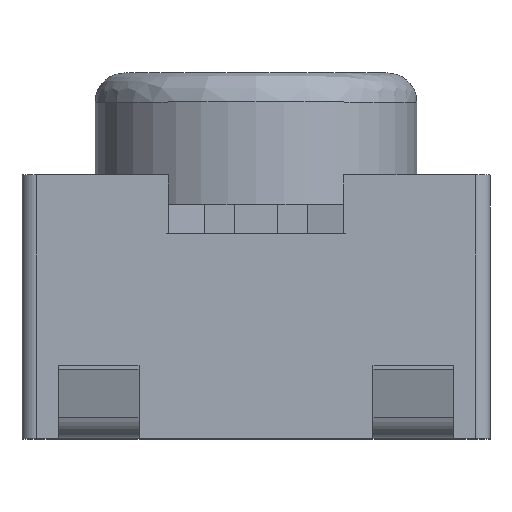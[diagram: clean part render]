
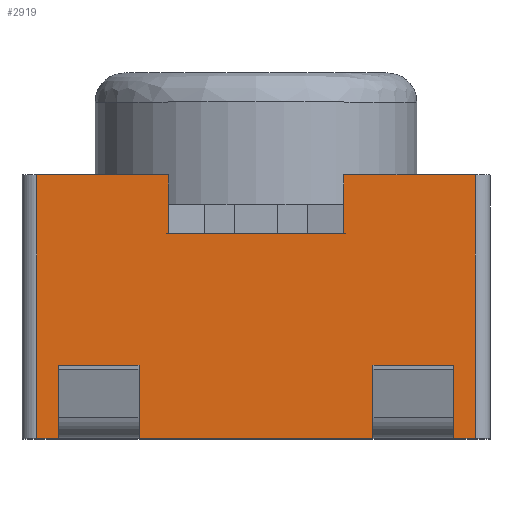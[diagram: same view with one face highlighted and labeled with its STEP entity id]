
A CAD part, top view. The second image highlights one B-rep face of the part: STEP entity #2919.
In plain terms, the highlighted planar face has unit normal (0, 0, 1).
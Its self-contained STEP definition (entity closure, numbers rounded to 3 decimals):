
#13 = VERTEX_POINT ( 'NONE', #1480 ) ;
#78 = LINE ( 'NONE', #3730, #3106 ) ;
#96 = VERTEX_POINT ( 'NONE', #890 ) ;
#131 = EDGE_CURVE ( 'NONE', #13, #2706, #3848, .T. ) ;
#191 = CARTESIAN_POINT ( 'NONE',  ( -1.5, 0., 2.1 ) ) ;
#211 = VERTEX_POINT ( 'NONE', #869 ) ;
#245 = CARTESIAN_POINT ( 'NONE',  ( -0.8, 0.2, 2.1 ) ) ;
#258 = ORIENTED_EDGE ( 'NONE', *, *, #2995, .F. ) ;
#266 = LINE ( 'NONE', #3576, #967 ) ;
#285 = CARTESIAN_POINT ( 'NONE',  ( -1.35, 0.1, 2.1 ) ) ;
#305 = LINE ( 'NONE', #1617, #944 ) ;
#310 = CARTESIAN_POINT ( 'NONE',  ( -1.6, 0.2, 2.1 ) ) ;
#314 = CARTESIAN_POINT ( 'NONE',  ( -0.8, 0.1, 2.1 ) ) ;
#327 = VERTEX_POINT ( 'NONE', #2286 ) ;
#357 = VECTOR ( 'NONE', #2268, 1000. ) ;
#365 = CARTESIAN_POINT ( 'NONE',  ( -0.6, 1.4, 2.1 ) ) ;
#376 = LINE ( 'NONE', #4238, #1079 ) ;
#378 = LINE ( 'NONE', #3949, #3332 ) ;
#421 = CARTESIAN_POINT ( 'NONE',  ( 0.6, 1.8, 2.1 ) ) ;
#470 = ORIENTED_EDGE ( 'NONE', *, *, #1221, .F. ) ;
#471 = EDGE_LOOP ( 'NONE', ( #571, #4023, #3052, #470, #4195, #2464, #1111, #4021, #2918, #4081, #1121, #2923, #4095, #1103, #258, #1825 ) ) ;
#488 = VECTOR ( 'NONE', #3572, 1000. ) ;
#501 = EDGE_CURVE ( 'NONE', #1003, #96, #78, .T. ) ;
#571 = ORIENTED_EDGE ( 'NONE', *, *, #1077, .F. ) ;
#627 = LINE ( 'NONE', #310, #1889 ) ;
#662 = AXIS2_PLACEMENT_3D ( 'NONE', #1175, #2773, #3172 ) ;
#716 = CARTESIAN_POINT ( 'NONE',  ( -1.35, 0.2, 2.1 ) ) ;
#719 = VERTEX_POINT ( 'NONE', #365 ) ;
#779 = VERTEX_POINT ( 'NONE', #2646 ) ;
#820 = EDGE_CURVE ( 'NONE', #2468, #779, #2028, .T. ) ;
#869 = CARTESIAN_POINT ( 'NONE',  ( -1.35, 0., 2.1 ) ) ;
#890 = CARTESIAN_POINT ( 'NONE',  ( 0.8, 0., 2.1 ) ) ;
#944 = VECTOR ( 'NONE', #2939, 1000. ) ;
#967 = VECTOR ( 'NONE', #1907, 1000. ) ;
#973 = DIRECTION ( 'NONE',  ( -1., 0., 0. ) ) ;
#1003 = VERTEX_POINT ( 'NONE', #2206 ) ;
#1062 = LINE ( 'NONE', #3407, #3702 ) ;
#1077 = EDGE_CURVE ( 'NONE', #13, #3200, #266, .T. ) ;
#1079 = VECTOR ( 'NONE', #2347, 1000. ) ;
#1103 = ORIENTED_EDGE ( 'NONE', *, *, #3680, .F. ) ;
#1111 = ORIENTED_EDGE ( 'NONE', *, *, #1247, .F. ) ;
#1121 = ORIENTED_EDGE ( 'NONE', *, *, #820, .T. ) ;
#1133 = DIRECTION ( 'NONE',  ( 0., -1., 0. ) ) ;
#1175 = CARTESIAN_POINT ( 'NONE',  ( -1.6, 1.4, 2.1 ) ) ;
#1201 = EDGE_CURVE ( 'NONE', #3200, #327, #4234, .T. ) ;
#1214 = VERTEX_POINT ( 'NONE', #2981 ) ;
#1220 = EDGE_CURVE ( 'NONE', #3242, #2706, #378, .T. ) ;
#1221 = EDGE_CURVE ( 'NONE', #719, #3242, #3001, .T. ) ;
#1244 = LINE ( 'NONE', #3239, #3289 ) ;
#1247 = EDGE_CURVE ( 'NONE', #3411, #3775, #2348, .T. ) ;
#1323 = EDGE_CURVE ( 'NONE', #2468, #3003, #627, .T. ) ;
#1429 = VERTEX_POINT ( 'NONE', #2391 ) ;
#1480 = CARTESIAN_POINT ( 'NONE',  ( 1.5, 1.8, 2.1 ) ) ;
#1516 = PLANE ( 'NONE',  #662 ) ;
#1550 = LINE ( 'NONE', #1573, #2840 ) ;
#1573 = CARTESIAN_POINT ( 'NONE',  ( -1.6, 0., 2.1 ) ) ;
#1588 = VECTOR ( 'NONE', #1660, 1000. ) ;
#1601 = CARTESIAN_POINT ( 'NONE',  ( 0., 1.8, 2.1 ) ) ;
#1617 = CARTESIAN_POINT ( 'NONE',  ( -1.6, 0.2, 2.1 ) ) ;
#1650 = CARTESIAN_POINT ( 'NONE',  ( -1.5, 1.8, 2.1 ) ) ;
#1655 = EDGE_CURVE ( 'NONE', #96, #779, #1550, .T. ) ;
#1660 = DIRECTION ( 'NONE',  ( 0., -1., 0. ) ) ;
#1668 = EDGE_CURVE ( 'NONE', #211, #3003, #3248, .T. ) ;
#1825 = ORIENTED_EDGE ( 'NONE', *, *, #1201, .F. ) ;
#1889 = VECTOR ( 'NONE', #3969, 1000. ) ;
#1907 = DIRECTION ( 'NONE',  ( 0., -1., 0. ) ) ;
#2028 = LINE ( 'NONE', #314, #1588 ) ;
#2188 = CARTESIAN_POINT ( 'NONE',  ( 1.5, 0., 2.1 ) ) ;
#2206 = CARTESIAN_POINT ( 'NONE',  ( 0.8, 0.2, 2.1 ) ) ;
#2229 = VECTOR ( 'NONE', #4251, 1000. ) ;
#2266 = DIRECTION ( 'NONE',  ( -1., 0., 0. ) ) ;
#2268 = DIRECTION ( 'NONE',  ( 0., 1., 0. ) ) ;
#2286 = CARTESIAN_POINT ( 'NONE',  ( 1.35, 0., 2.1 ) ) ;
#2288 = CARTESIAN_POINT ( 'NONE',  ( -1.6, 0., 2.1 ) ) ;
#2347 = DIRECTION ( 'NONE',  ( 0., -1., 0. ) ) ;
#2348 = LINE ( 'NONE', #2945, #357 ) ;
#2391 = CARTESIAN_POINT ( 'NONE',  ( -0.6, 1.8, 2.1 ) ) ;
#2422 = DIRECTION ( 'NONE',  ( 0., 1., 0. ) ) ;
#2464 = ORIENTED_EDGE ( 'NONE', *, *, #4007, .F. ) ;
#2468 = VERTEX_POINT ( 'NONE', #245 ) ;
#2478 = DIRECTION ( 'NONE',  ( -1., 0., 0. ) ) ;
#2491 = CARTESIAN_POINT ( 'NONE',  ( 0.6, 1.4, 2.1 ) ) ;
#2597 = DIRECTION ( 'NONE',  ( 0., 1., 0. ) ) ;
#2646 = CARTESIAN_POINT ( 'NONE',  ( -0.8, 0., 2.1 ) ) ;
#2706 = VERTEX_POINT ( 'NONE', #421 ) ;
#2773 = DIRECTION ( 'NONE',  ( 0., 0., -1. ) ) ;
#2776 = LINE ( 'NONE', #4085, #2944 ) ;
#2840 = VECTOR ( 'NONE', #2478, 1000. ) ;
#2918 = ORIENTED_EDGE ( 'NONE', *, *, #1668, .T. ) ;
#2919 = ADVANCED_FACE ( 'NONE', ( #3497 ), #1516, .F. ) ;
#2923 = ORIENTED_EDGE ( 'NONE', *, *, #1655, .F. ) ;
#2939 = DIRECTION ( 'NONE',  ( -1., 0., 0. ) ) ;
#2944 = VECTOR ( 'NONE', #3770, 1000. ) ;
#2945 = CARTESIAN_POINT ( 'NONE',  ( -1.5, 1.4, 2.1 ) ) ;
#2961 = CARTESIAN_POINT ( 'NONE',  ( -1.6, 1.4, 2.1 ) ) ;
#2981 = CARTESIAN_POINT ( 'NONE',  ( 1.35, 0.2, 2.1 ) ) ;
#2995 = EDGE_CURVE ( 'NONE', #327, #1214, #1062, .T. ) ;
#3001 = LINE ( 'NONE', #2961, #2229 ) ;
#3003 = VERTEX_POINT ( 'NONE', #716 ) ;
#3052 = ORIENTED_EDGE ( 'NONE', *, *, #1220, .F. ) ;
#3056 = VECTOR ( 'NONE', #973, 1000. ) ;
#3106 = VECTOR ( 'NONE', #1133, 1000. ) ;
#3172 = DIRECTION ( 'NONE',  ( -1., 0., 0. ) ) ;
#3200 = VERTEX_POINT ( 'NONE', #2188 ) ;
#3239 = CARTESIAN_POINT ( 'NONE',  ( -1.6, 1.8, 2.1 ) ) ;
#3242 = VERTEX_POINT ( 'NONE', #2491 ) ;
#3248 = LINE ( 'NONE', #285, #488 ) ;
#3289 = VECTOR ( 'NONE', #3564, 1000. ) ;
#3307 = EDGE_CURVE ( 'NONE', #1429, #719, #376, .T. ) ;
#3332 = VECTOR ( 'NONE', #2597, 1000. ) ;
#3407 = CARTESIAN_POINT ( 'NONE',  ( 1.35, 0.1, 2.1 ) ) ;
#3411 = VERTEX_POINT ( 'NONE', #191 ) ;
#3497 = FACE_OUTER_BOUND ( 'NONE', #471, .T. ) ;
#3564 = DIRECTION ( 'NONE',  ( 1., 0., 0. ) ) ;
#3572 = DIRECTION ( 'NONE',  ( 0., 1., 0. ) ) ;
#3576 = CARTESIAN_POINT ( 'NONE',  ( 1.5, 1.4, 2.1 ) ) ;
#3659 = VECTOR ( 'NONE', #2266, 1000. ) ;
#3680 = EDGE_CURVE ( 'NONE', #1214, #1003, #305, .T. ) ;
#3702 = VECTOR ( 'NONE', #2422, 1000. ) ;
#3730 = CARTESIAN_POINT ( 'NONE',  ( 0.8, 0.1, 2.1 ) ) ;
#3770 = DIRECTION ( 'NONE',  ( -1., 0., 0. ) ) ;
#3775 = VERTEX_POINT ( 'NONE', #1650 ) ;
#3848 = LINE ( 'NONE', #1601, #3659 ) ;
#3949 = CARTESIAN_POINT ( 'NONE',  ( 0.6, 1.4, 2.1 ) ) ;
#3969 = DIRECTION ( 'NONE',  ( -1., 0., 0. ) ) ;
#3986 = EDGE_CURVE ( 'NONE', #211, #3411, #2776, .T. ) ;
#4007 = EDGE_CURVE ( 'NONE', #3775, #1429, #1244, .T. ) ;
#4021 = ORIENTED_EDGE ( 'NONE', *, *, #3986, .F. ) ;
#4023 = ORIENTED_EDGE ( 'NONE', *, *, #131, .T. ) ;
#4081 = ORIENTED_EDGE ( 'NONE', *, *, #1323, .F. ) ;
#4085 = CARTESIAN_POINT ( 'NONE',  ( -1.6, 0., 2.1 ) ) ;
#4095 = ORIENTED_EDGE ( 'NONE', *, *, #501, .F. ) ;
#4195 = ORIENTED_EDGE ( 'NONE', *, *, #3307, .F. ) ;
#4234 = LINE ( 'NONE', #2288, #3056 ) ;
#4238 = CARTESIAN_POINT ( 'NONE',  ( -0.6, 1.4, 2.1 ) ) ;
#4251 = DIRECTION ( 'NONE',  ( 1., 0., 0. ) ) ;
